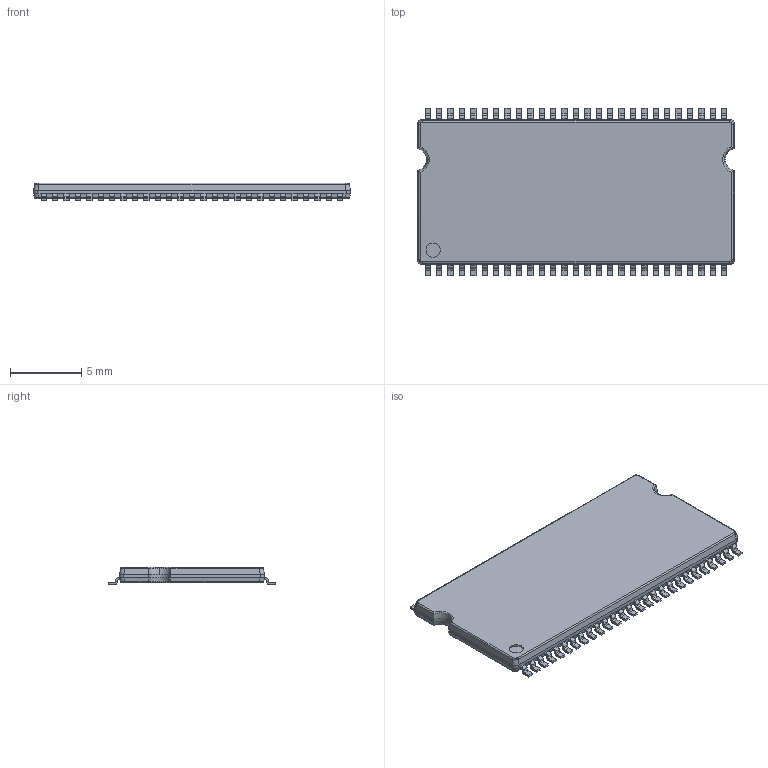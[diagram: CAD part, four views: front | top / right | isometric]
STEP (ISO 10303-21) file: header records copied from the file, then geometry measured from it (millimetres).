
FILE_DESCRIPTION (( 'STEP AP214' ), '1' );
FILE_NAME ('User Library-TSOP-54-1.STEP', '2015-03-24T14:30:55', ( 'Windows User' ), ( '' ), 'SwSTEP 2.0', 'SolidWorks 2015', '' );
FILE_SCHEMA (( 'AUTOMOTIVE_DESIGN' ));
Length unit declared in the file: millimetre
Products named in the file (1): User Library-TSOP-54-1
Bounding box: 22.22 x 11.76 x 1.25 mm (x, y, z)
Volume: 247.2 mm3; surface area: 565.9 mm2
Topology: 1 solids, 1 shells, 776 faces, 2177 edges, 1404 vertices
Faces by surface type: plane 507, cylinder 245, bspline 12, torus 6, cone 6
Entity records: 32930 total; most frequent: CARTESIAN_POINT 4826, ORIENTED_EDGE 4354, DIRECTION 4121, EDGE_CURVE 2177, VECTOR 1635, LINE 1635, VERTEX_POINT 1404, AXIS2_PLACEMENT_3D 1243
